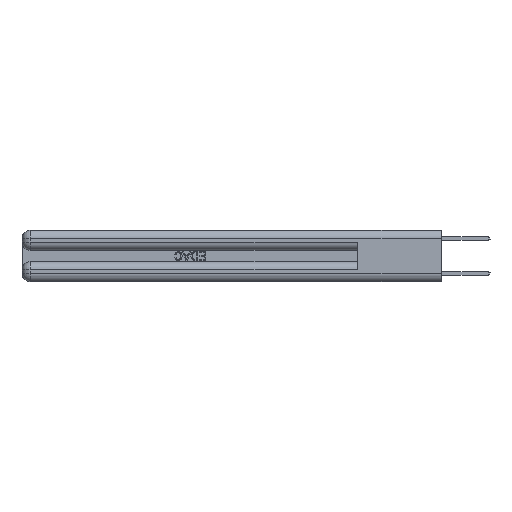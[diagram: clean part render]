
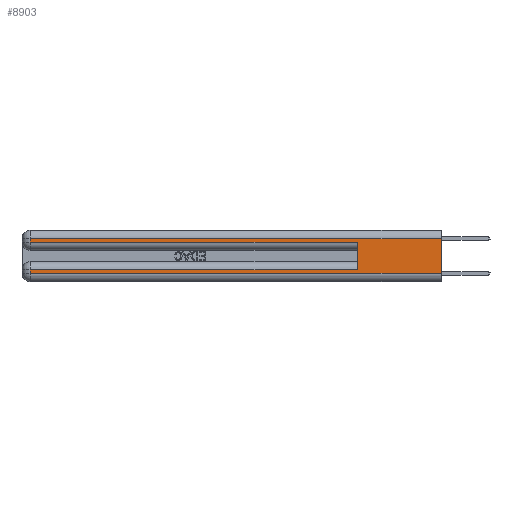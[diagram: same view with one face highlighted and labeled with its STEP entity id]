
A CAD part, left-side view. The second image highlights one B-rep face of the part: STEP entity #8903.
In plain terms, the highlighted planar face has unit normal (-1, 0, 0).
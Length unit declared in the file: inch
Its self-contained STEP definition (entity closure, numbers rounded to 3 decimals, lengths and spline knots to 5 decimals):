
#634 = PLANE ( 'NONE',  #13765 ) ;
#1864 = LINE ( 'NONE', #12697, #6323 ) ;
#2172 = CARTESIAN_POINT ( 'NONE',  ( 0., 2.94, 0.085 ) ) ;
#2324 = EDGE_CURVE ( 'NONE', #8366, #33500, #30398, .T. ) ;
#2455 = ORIENTED_EDGE ( 'NONE', *, *, #6977, .T. ) ;
#2657 = LINE ( 'NONE', #21835, #17375 ) ;
#3623 = CARTESIAN_POINT ( 'NONE',  ( 0., 0., 0.085 ) ) ;
#3799 = DIRECTION ( 'NONE',  ( 0., -1., 0. ) ) ;
#5337 = EDGE_CURVE ( 'NONE', #15002, #19250, #1864, .T. ) ;
#6113 = EDGE_CURVE ( 'NONE', #28687, #8366, #19875, .T. ) ;
#6224 = CARTESIAN_POINT ( 'NONE',  ( 0., 0., 0.31 ) ) ;
#6256 = ORIENTED_EDGE ( 'NONE', *, *, #11174, .F. ) ;
#6323 = VECTOR ( 'NONE', #7540, 39.37008 ) ;
#6454 = DIRECTION ( 'NONE',  ( 0., 1., 0. ) ) ;
#6866 = VERTEX_POINT ( 'NONE', #11097 ) ;
#6935 = EDGE_CURVE ( 'NONE', #33500, #19250, #25333, .T. ) ;
#6977 = EDGE_CURVE ( 'NONE', #15002, #19960, #12126, .T. ) ;
#7540 = DIRECTION ( 'NONE',  ( 0., 0., 1. ) ) ;
#7829 = EDGE_CURVE ( 'NONE', #8329, #6866, #16818, .T. ) ;
#7997 = VECTOR ( 'NONE', #6454, 39.37008 ) ;
#8329 = VERTEX_POINT ( 'NONE', #21510 ) ;
#8366 = VERTEX_POINT ( 'NONE', #32242 ) ;
#8750 = LINE ( 'NONE', #28338, #31412 ) ;
#8903 = ADVANCED_FACE ( 'NONE', ( #33056 ), #634, .F. ) ;
#9970 = VECTOR ( 'NONE', #25048, 39.37008 ) ;
#10172 = ORIENTED_EDGE ( 'NONE', *, *, #2324, .T. ) ;
#10968 = CARTESIAN_POINT ( 'NONE',  ( 0., 0., 0.37 ) ) ;
#11097 = CARTESIAN_POINT ( 'NONE',  ( 0., 0., 0.06 ) ) ;
#11113 = EDGE_LOOP ( 'NONE', ( #6256, #17121, #10172, #21617, #26440, #2455, #11608, #17365 ) ) ;
#11174 = EDGE_CURVE ( 'NONE', #28687, #6866, #8750, .T. ) ;
#11608 = ORIENTED_EDGE ( 'NONE', *, *, #17555, .T. ) ;
#11901 = VECTOR ( 'NONE', #15072, 39.37008 ) ;
#12060 = CARTESIAN_POINT ( 'NONE',  ( 0., 0.6, 0.285 ) ) ;
#12126 = LINE ( 'NONE', #3623, #7997 ) ;
#12697 = CARTESIAN_POINT ( 'NONE',  ( 0., 0.6, 0.145 ) ) ;
#13765 = AXIS2_PLACEMENT_3D ( 'NONE', #10968, #30042, #22337 ) ;
#15002 = VERTEX_POINT ( 'NONE', #17016 ) ;
#15072 = DIRECTION ( 'NONE',  ( 0., 1., 0. ) ) ;
#16818 = LINE ( 'NONE', #27725, #34150 ) ;
#17016 = CARTESIAN_POINT ( 'NONE',  ( 0., 0.6, 0.085 ) ) ;
#17121 = ORIENTED_EDGE ( 'NONE', *, *, #6113, .T. ) ;
#17365 = ORIENTED_EDGE ( 'NONE', *, *, #7829, .T. ) ;
#17375 = VECTOR ( 'NONE', #29873, 39.37008 ) ;
#17555 = EDGE_CURVE ( 'NONE', #19960, #8329, #2657, .T. ) ;
#19250 = VERTEX_POINT ( 'NONE', #12060 ) ;
#19552 = CARTESIAN_POINT ( 'NONE',  ( 0., 2.94, 0.285 ) ) ;
#19875 = LINE ( 'NONE', #33422, #11901 ) ;
#19960 = VERTEX_POINT ( 'NONE', #2172 ) ;
#20311 = CARTESIAN_POINT ( 'NONE',  ( 0., 0., 0.285 ) ) ;
#21510 = CARTESIAN_POINT ( 'NONE',  ( 0., 2.94, 0.06 ) ) ;
#21617 = ORIENTED_EDGE ( 'NONE', *, *, #6935, .T. ) ;
#21835 = CARTESIAN_POINT ( 'NONE',  ( 0., 2.94, 0.37 ) ) ;
#22337 = DIRECTION ( 'NONE',  ( 0., 0., -1. ) ) ;
#22338 = DIRECTION ( 'NONE',  ( 0., -1., 0. ) ) ;
#24356 = CARTESIAN_POINT ( 'NONE',  ( 0., 2.94, 0.37 ) ) ;
#25048 = DIRECTION ( 'NONE',  ( 0., 0., -1. ) ) ;
#25333 = LINE ( 'NONE', #20311, #28487 ) ;
#26440 = ORIENTED_EDGE ( 'NONE', *, *, #5337, .F. ) ;
#27725 = CARTESIAN_POINT ( 'NONE',  ( 0., 0., 0.06 ) ) ;
#28338 = CARTESIAN_POINT ( 'NONE',  ( 0., 0., 0.37 ) ) ;
#28487 = VECTOR ( 'NONE', #3799, 39.37008 ) ;
#28687 = VERTEX_POINT ( 'NONE', #6224 ) ;
#29873 = DIRECTION ( 'NONE',  ( 0., 0., -1. ) ) ;
#30042 = DIRECTION ( 'NONE',  ( 1., 0., 0. ) ) ;
#30398 = LINE ( 'NONE', #24356, #9970 ) ;
#30829 = DIRECTION ( 'NONE',  ( 0., 0., -1. ) ) ;
#31412 = VECTOR ( 'NONE', #30829, 39.37008 ) ;
#32242 = CARTESIAN_POINT ( 'NONE',  ( 0., 2.94, 0.31 ) ) ;
#33056 = FACE_OUTER_BOUND ( 'NONE', #11113, .T. ) ;
#33422 = CARTESIAN_POINT ( 'NONE',  ( 0., 0., 0.31 ) ) ;
#33500 = VERTEX_POINT ( 'NONE', #19552 ) ;
#34150 = VECTOR ( 'NONE', #22338, 39.37008 ) ;
